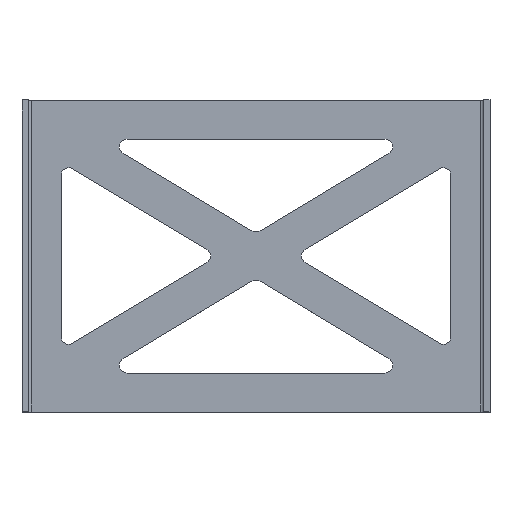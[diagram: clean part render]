
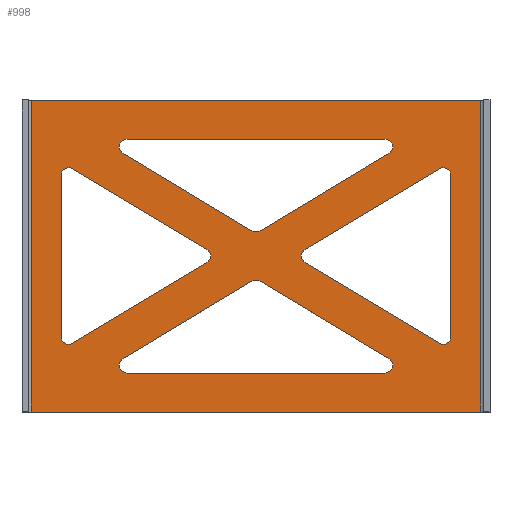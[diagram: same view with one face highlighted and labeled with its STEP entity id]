
A CAD part, top view. The second image highlights one B-rep face of the part: STEP entity #998.
In plain terms, the highlighted planar face has unit normal (0, 0, 1).
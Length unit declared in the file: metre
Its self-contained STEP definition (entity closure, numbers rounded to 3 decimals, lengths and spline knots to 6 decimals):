
#48=CIRCLE('',#1342,0.00254);
#49=CIRCLE('',#1343,0.00254);
#50=CIRCLE('',#1344,0.00254);
#51=CIRCLE('',#1345,0.00254);
#52=CIRCLE('',#1346,0.00254);
#53=CIRCLE('',#1347,0.00254);
#54=CIRCLE('',#1348,0.00254);
#55=CIRCLE('',#1349,0.00254);
#56=CIRCLE('',#1350,0.00254);
#57=CIRCLE('',#1351,0.00254);
#58=CIRCLE('',#1352,0.00254);
#59=CIRCLE('',#1353,0.00254);
#168=ORIENTED_EDGE('',*,*,#382,.F.);
#169=ORIENTED_EDGE('',*,*,#418,.T.);
#170=ORIENTED_EDGE('',*,*,#378,.F.);
#171=ORIENTED_EDGE('',*,*,#419,.T.);
#172=ORIENTED_EDGE('',*,*,#384,.T.);
#173=ORIENTED_EDGE('',*,*,#420,.T.);
#174=ORIENTED_EDGE('',*,*,#372,.F.);
#175=ORIENTED_EDGE('',*,*,#421,.T.);
#176=ORIENTED_EDGE('',*,*,#370,.T.);
#177=ORIENTED_EDGE('',*,*,#422,.T.);
#178=ORIENTED_EDGE('',*,*,#388,.T.);
#179=ORIENTED_EDGE('',*,*,#423,.T.);
#180=ORIENTED_EDGE('',*,*,#366,.F.);
#181=ORIENTED_EDGE('',*,*,#424,.T.);
#182=ORIENTED_EDGE('',*,*,#360,.T.);
#183=ORIENTED_EDGE('',*,*,#425,.T.);
#184=ORIENTED_EDGE('',*,*,#392,.F.);
#185=ORIENTED_EDGE('',*,*,#426,.T.);
#186=ORIENTED_EDGE('',*,*,#427,.F.);
#187=ORIENTED_EDGE('',*,*,#357,.T.);
#188=ORIENTED_EDGE('',*,*,#428,.T.);
#189=ORIENTED_EDGE('',*,*,#396,.F.);
#190=ORIENTED_EDGE('',*,*,#400,.F.);
#191=ORIENTED_EDGE('',*,*,#429,.T.);
#192=ORIENTED_EDGE('',*,*,#352,.T.);
#193=ORIENTED_EDGE('',*,*,#430,.T.);
#194=ORIENTED_EDGE('',*,*,#350,.F.);
#195=ORIENTED_EDGE('',*,*,#431,.T.);
#350=EDGE_CURVE('',#482,#483,#570,.T.);
#352=EDGE_CURVE('',#484,#485,#572,.T.);
#357=EDGE_CURVE('',#490,#488,#577,.T.);
#360=EDGE_CURVE('',#492,#493,#580,.T.);
#366=EDGE_CURVE('',#498,#499,#586,.T.);
#370=EDGE_CURVE('',#503,#502,#590,.T.);
#372=EDGE_CURVE('',#504,#505,#592,.T.);
#378=EDGE_CURVE('',#510,#511,#598,.T.);
#382=EDGE_CURVE('',#514,#515,#602,.T.);
#384=EDGE_CURVE('',#516,#517,#604,.T.);
#388=EDGE_CURVE('',#520,#521,#608,.T.);
#392=EDGE_CURVE('',#524,#525,#612,.T.);
#396=EDGE_CURVE('',#528,#529,#616,.T.);
#400=EDGE_CURVE('',#532,#533,#620,.T.);
#418=EDGE_CURVE('',#514,#511,#48,.F.);
#419=EDGE_CURVE('',#510,#516,#49,.F.);
#420=EDGE_CURVE('',#517,#515,#50,.F.);
#421=EDGE_CURVE('',#504,#503,#51,.F.);
#422=EDGE_CURVE('',#502,#520,#52,.F.);
#423=EDGE_CURVE('',#521,#505,#53,.F.);
#424=EDGE_CURVE('',#498,#492,#54,.F.);
#425=EDGE_CURVE('',#493,#525,#55,.F.);
#426=EDGE_CURVE('',#524,#499,#56,.F.);
#427=EDGE_CURVE('',#490,#528,#626,.T.);
#428=EDGE_CURVE('',#488,#529,#627,.T.);
#429=EDGE_CURVE('',#532,#484,#57,.F.);
#430=EDGE_CURVE('',#485,#483,#58,.F.);
#431=EDGE_CURVE('',#482,#533,#59,.F.);
#482=VERTEX_POINT('',#1712);
#483=VERTEX_POINT('',#1714);
#484=VERTEX_POINT('',#1718);
#485=VERTEX_POINT('',#1719);
#488=VERTEX_POINT('',#1727);
#490=VERTEX_POINT('',#1730);
#492=VERTEX_POINT('',#1736);
#493=VERTEX_POINT('',#1737);
#498=VERTEX_POINT('',#1748);
#499=VERTEX_POINT('',#1750);
#502=VERTEX_POINT('',#1757);
#503=VERTEX_POINT('',#1759);
#504=VERTEX_POINT('',#1763);
#505=VERTEX_POINT('',#1764);
#510=VERTEX_POINT('',#1775);
#511=VERTEX_POINT('',#1777);
#514=VERTEX_POINT('',#1784);
#515=VERTEX_POINT('',#1786);
#516=VERTEX_POINT('',#1790);
#517=VERTEX_POINT('',#1791);
#520=VERTEX_POINT('',#1799);
#521=VERTEX_POINT('',#1800);
#524=VERTEX_POINT('',#1808);
#525=VERTEX_POINT('',#1809);
#528=VERTEX_POINT('',#1817);
#529=VERTEX_POINT('',#1818);
#532=VERTEX_POINT('',#1826);
#533=VERTEX_POINT('',#1827);
#570=LINE('',#1713,#654);
#572=LINE('',#1717,#656);
#577=LINE('',#1729,#661);
#580=LINE('',#1735,#664);
#586=LINE('',#1749,#670);
#590=LINE('',#1758,#674);
#592=LINE('',#1762,#676);
#598=LINE('',#1776,#682);
#602=LINE('',#1785,#686);
#604=LINE('',#1789,#688);
#608=LINE('',#1798,#692);
#612=LINE('',#1807,#696);
#616=LINE('',#1816,#700);
#620=LINE('',#1825,#704);
#626=LINE('',#1858,#710);
#627=LINE('',#1859,#711);
#654=VECTOR('',#1422,1.);
#656=VECTOR('',#1426,1.);
#661=VECTOR('',#1433,1.);
#664=VECTOR('',#1438,1.);
#670=VECTOR('',#1446,1.);
#674=VECTOR('',#1452,1.);
#676=VECTOR('',#1456,1.);
#682=VECTOR('',#1464,1.);
#686=VECTOR('',#1470,1.);
#688=VECTOR('',#1474,1.);
#692=VECTOR('',#1480,1.);
#696=VECTOR('',#1486,1.);
#700=VECTOR('',#1492,1.);
#704=VECTOR('',#1498,1.);
#710=VECTOR('',#1550,1.);
#711=VECTOR('',#1551,1.);
#755=EDGE_LOOP('',(#168,#169,#170,#171,#172,#173));
#756=EDGE_LOOP('',(#174,#175,#176,#177,#178,#179));
#757=EDGE_LOOP('',(#180,#181,#182,#183,#184,#185));
#758=EDGE_LOOP('',(#186,#187,#188,#189));
#759=EDGE_LOOP('',(#190,#191,#192,#193,#194,#195));
#841=FACE_BOUND('',#755,.T.);
#842=FACE_BOUND('',#756,.T.);
#843=FACE_BOUND('',#757,.T.);
#844=FACE_BOUND('',#758,.T.);
#845=FACE_BOUND('',#759,.T.);
#923=PLANE('',#1341);
#998=ADVANCED_FACE('',(#841,#842,#843,#844,#845),#923,.T.);
#1341=AXIS2_PLACEMENT_3D('',#1848,#1530,#1531);
#1342=AXIS2_PLACEMENT_3D('',#1849,#1532,#1533);
#1343=AXIS2_PLACEMENT_3D('',#1850,#1534,#1535);
#1344=AXIS2_PLACEMENT_3D('',#1851,#1536,#1537);
#1345=AXIS2_PLACEMENT_3D('',#1852,#1538,#1539);
#1346=AXIS2_PLACEMENT_3D('',#1853,#1540,#1541);
#1347=AXIS2_PLACEMENT_3D('',#1854,#1542,#1543);
#1348=AXIS2_PLACEMENT_3D('',#1855,#1544,#1545);
#1349=AXIS2_PLACEMENT_3D('',#1856,#1546,#1547);
#1350=AXIS2_PLACEMENT_3D('',#1857,#1548,#1549);
#1351=AXIS2_PLACEMENT_3D('',#1860,#1552,#1553);
#1352=AXIS2_PLACEMENT_3D('',#1861,#1554,#1555);
#1353=AXIS2_PLACEMENT_3D('',#1862,#1556,#1557);
#1422=DIRECTION('',(0.,1.,0.));
#1426=DIRECTION('',(0.857,0.514,0.));
#1433=DIRECTION('',(1.,0.,0.));
#1438=DIRECTION('',(-0.857,-0.514,0.));
#1446=DIRECTION('',(-1.,0.,0.));
#1452=DIRECTION('',(0.857,-0.514,0.));
#1456=DIRECTION('',(0.,-1.,0.));
#1464=DIRECTION('',(-0.857,-0.514,0.));
#1470=DIRECTION('',(1.,0.,0.));
#1474=DIRECTION('',(0.857,-0.514,0.));
#1480=DIRECTION('',(-0.857,-0.514,0.));
#1486=DIRECTION('',(0.857,-0.514,0.));
#1492=DIRECTION('',(1.,0.,0.));
#1498=DIRECTION('',(0.857,-0.514,0.));
#1530=DIRECTION('',(0.,0.,1.));
#1531=DIRECTION('',(1.,0.,0.));
#1532=DIRECTION('',(0.,0.,1.));
#1533=DIRECTION('',(1.,0.,0.));
#1534=DIRECTION('',(0.,0.,1.));
#1535=DIRECTION('',(1.,0.,0.));
#1536=DIRECTION('',(0.,0.,1.));
#1537=DIRECTION('',(1.,0.,0.));
#1538=DIRECTION('',(0.,0.,1.));
#1539=DIRECTION('',(1.,0.,0.));
#1540=DIRECTION('',(0.,0.,1.));
#1541=DIRECTION('',(1.,0.,0.));
#1542=DIRECTION('',(0.,0.,1.));
#1543=DIRECTION('',(1.,0.,0.));
#1544=DIRECTION('',(0.,0.,1.));
#1545=DIRECTION('',(1.,0.,0.));
#1546=DIRECTION('',(0.,0.,1.));
#1547=DIRECTION('',(1.,0.,0.));
#1548=DIRECTION('',(0.,0.,1.));
#1549=DIRECTION('',(1.,0.,0.));
#1550=DIRECTION('',(0.,1.,0.));
#1551=DIRECTION('',(0.,1.,0.));
#1552=DIRECTION('',(0.,0.,1.));
#1553=DIRECTION('',(1.,0.,0.));
#1554=DIRECTION('',(0.,0.,1.));
#1555=DIRECTION('',(1.,0.,0.));
#1556=DIRECTION('',(0.,0.,1.));
#1557=DIRECTION('',(1.,0.,0.));
#1712=CARTESIAN_POINT('',(0.0635,-0.026209,0.002032));
#1713=CARTESIAN_POINT('',(0.0635,0.,0.002032));
#1714=CARTESIAN_POINT('',(0.0635,0.026209,0.002032));
#1717=CARTESIAN_POINT('',(0.037921,0.015347,0.002032));
#1718=CARTESIAN_POINT('',(0.015972,0.002178,0.002032));
#1719=CARTESIAN_POINT('',(0.059653,0.028387,0.002032));
#1727=CARTESIAN_POINT('',(0.073152,-0.0508,0.002032));
#1729=CARTESIAN_POINT('',(0.,-0.0508,0.002032));
#1730=CARTESIAN_POINT('',(-0.073152,-0.0508,0.002032));
#1735=CARTESIAN_POINT('',(0.025579,0.022753,0.002032));
#1736=CARTESIAN_POINT('',(0.043294,0.033382,0.002032));
#1737=CARTESIAN_POINT('',(0.001307,0.008189,0.002032));
#1748=CARTESIAN_POINT('',(0.041988,0.0381,0.002032));
#1749=CARTESIAN_POINT('',(0.,0.0381,0.002032));
#1750=CARTESIAN_POINT('',(-0.041988,0.0381,0.002032));
#1757=CARTESIAN_POINT('',(-0.015972,0.002178,0.002032));
#1758=CARTESIAN_POINT('',(-0.037921,0.015347,0.002032));
#1759=CARTESIAN_POINT('',(-0.059653,0.028387,0.002032));
#1762=CARTESIAN_POINT('',(-0.0635,0.,0.002032));
#1763=CARTESIAN_POINT('',(-0.0635,0.026209,0.002032));
#1764=CARTESIAN_POINT('',(-0.0635,-0.026209,0.002032));
#1775=CARTESIAN_POINT('',(-0.001307,-0.008189,0.002032));
#1776=CARTESIAN_POINT('',(-0.025579,-0.022753,0.002032));
#1777=CARTESIAN_POINT('',(-0.043294,-0.033382,0.002032));
#1784=CARTESIAN_POINT('',(-0.041988,-0.0381,0.002032));
#1785=CARTESIAN_POINT('',(0.,-0.0381,0.002032));
#1786=CARTESIAN_POINT('',(0.041988,-0.0381,0.002032));
#1789=CARTESIAN_POINT('',(0.025579,-0.022753,0.002032));
#1790=CARTESIAN_POINT('',(0.001307,-0.008189,0.002032));
#1791=CARTESIAN_POINT('',(0.043294,-0.033382,0.002032));
#1798=CARTESIAN_POINT('',(-0.037921,-0.015347,0.002032));
#1799=CARTESIAN_POINT('',(-0.015972,-0.002178,0.002032));
#1800=CARTESIAN_POINT('',(-0.059653,-0.028387,0.002032));
#1807=CARTESIAN_POINT('',(-0.025579,0.022753,0.002032));
#1808=CARTESIAN_POINT('',(-0.043294,0.033382,0.002032));
#1809=CARTESIAN_POINT('',(-0.001307,0.008189,0.002032));
#1816=CARTESIAN_POINT('',(0.,0.0508,0.002032));
#1817=CARTESIAN_POINT('',(-0.073152,0.0508,0.002032));
#1818=CARTESIAN_POINT('',(0.073152,0.0508,0.002032));
#1825=CARTESIAN_POINT('',(0.037921,-0.015347,0.002032));
#1826=CARTESIAN_POINT('',(0.015972,-0.002178,0.002032));
#1827=CARTESIAN_POINT('',(0.059653,-0.028387,0.002032));
#1848=CARTESIAN_POINT('',(0.,0.,0.002032));
#1849=CARTESIAN_POINT('',(-0.041988,-0.03556,0.002032));
#1850=CARTESIAN_POINT('',(0.,-0.010367,0.002032));
#1851=CARTESIAN_POINT('',(0.041988,-0.03556,0.002032));
#1852=CARTESIAN_POINT('',(-0.06096,0.026209,0.002032));
#1853=CARTESIAN_POINT('',(-0.017279,0.,0.002032));
#1854=CARTESIAN_POINT('',(-0.06096,-0.026209,0.002032));
#1855=CARTESIAN_POINT('',(0.041988,0.03556,0.002032));
#1856=CARTESIAN_POINT('',(0.,0.010367,0.002032));
#1857=CARTESIAN_POINT('',(-0.041988,0.03556,0.002032));
#1858=CARTESIAN_POINT('',(-0.073152,0.,0.002032));
#1859=CARTESIAN_POINT('',(0.073152,0.,0.002032));
#1860=CARTESIAN_POINT('',(0.017279,0.,0.002032));
#1861=CARTESIAN_POINT('',(0.06096,0.026209,0.002032));
#1862=CARTESIAN_POINT('',(0.06096,-0.026209,0.002032));
